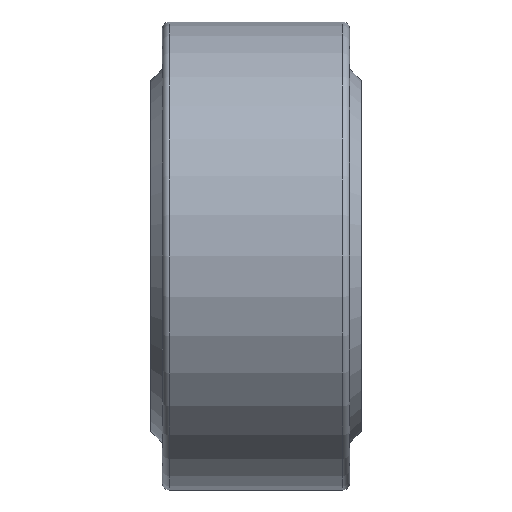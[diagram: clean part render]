
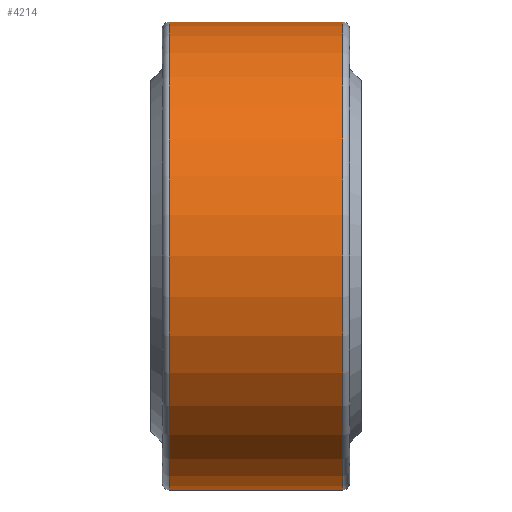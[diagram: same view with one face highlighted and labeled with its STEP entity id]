
A CAD part, front view. The second image highlights one B-rep face of the part: STEP entity #4214.
In plain terms, the highlighted cylindrical face has radius 50 mm (diameter 100 mm), a partial arc.
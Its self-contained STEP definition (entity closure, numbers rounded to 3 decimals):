
#186 = DIRECTION ( 'NONE',  ( -1., 0., 0. ) ) ;
#223 = CARTESIAN_POINT ( 'NONE',  ( -18.5, 0., 0. ) ) ;
#627 = VERTEX_POINT ( 'NONE', #2893 ) ;
#945 = EDGE_LOOP ( 'NONE', ( #3986, #1194, #2652, #2636 ) ) ;
#1010 = CARTESIAN_POINT ( 'NONE',  ( -69.595, 0., -50. ) ) ;
#1139 = CARTESIAN_POINT ( 'NONE',  ( -69.595, 0., 50. ) ) ;
#1194 = ORIENTED_EDGE ( 'NONE', *, *, #2535, .T. ) ;
#1391 = CARTESIAN_POINT ( 'NONE',  ( -18.5, 0., 50. ) ) ;
#1428 = CARTESIAN_POINT ( 'NONE',  ( 18.5, 0., 50. ) ) ;
#1504 = VERTEX_POINT ( 'NONE', #4184 ) ;
#1625 = EDGE_CURVE ( 'NONE', #627, #1504, #1760, .T. ) ;
#1641 = AXIS2_PLACEMENT_3D ( 'NONE', #2292, #3892, #3974 ) ;
#1672 = EDGE_CURVE ( 'NONE', #3969, #1504, #4367, .T. ) ;
#1716 = VERTEX_POINT ( 'NONE', #1428 ) ;
#1760 = LINE ( 'NONE', #1010, #1877 ) ;
#1877 = VECTOR ( 'NONE', #2592, 1000. ) ;
#2144 = AXIS2_PLACEMENT_3D ( 'NONE', #5231, #186, #5329 ) ;
#2292 = CARTESIAN_POINT ( 'NONE',  ( 18.5, 0., 0. ) ) ;
#2340 = FACE_OUTER_BOUND ( 'NONE', #945, .T. ) ;
#2348 = VECTOR ( 'NONE', #3869, 1000. ) ;
#2433 = EDGE_CURVE ( 'NONE', #1716, #3969, #4942, .T. ) ;
#2535 = EDGE_CURVE ( 'NONE', #627, #1716, #4037, .T. ) ;
#2592 = DIRECTION ( 'NONE',  ( -1., 0., 0. ) ) ;
#2636 = ORIENTED_EDGE ( 'NONE', *, *, #1672, .T. ) ;
#2652 = ORIENTED_EDGE ( 'NONE', *, *, #2433, .T. ) ;
#2893 = CARTESIAN_POINT ( 'NONE',  ( 18.5, 0., -50. ) ) ;
#3869 = DIRECTION ( 'NONE',  ( -1., 0., 0. ) ) ;
#3892 = DIRECTION ( 'NONE',  ( -1., 0., 0. ) ) ;
#3969 = VERTEX_POINT ( 'NONE', #1391 ) ;
#3974 = DIRECTION ( 'NONE',  ( 0., 0., 1. ) ) ;
#3986 = ORIENTED_EDGE ( 'NONE', *, *, #1625, .F. ) ;
#4037 = CIRCLE ( 'NONE', #1641, 50. ) ;
#4041 = CYLINDRICAL_SURFACE ( 'NONE', #2144, 50. ) ;
#4075 = DIRECTION ( 'NONE',  ( 1., 0., 0. ) ) ;
#4110 = AXIS2_PLACEMENT_3D ( 'NONE', #223, #4075, #4874 ) ;
#4184 = CARTESIAN_POINT ( 'NONE',  ( -18.5, 0., -50. ) ) ;
#4214 = ADVANCED_FACE ( 'NONE', ( #2340 ), #4041, .T. ) ;
#4367 = CIRCLE ( 'NONE', #4110, 50. ) ;
#4874 = DIRECTION ( 'NONE',  ( 0., 0., -1. ) ) ;
#4942 = LINE ( 'NONE', #1139, #2348 ) ;
#5231 = CARTESIAN_POINT ( 'NONE',  ( -69.595, 0., 0. ) ) ;
#5329 = DIRECTION ( 'NONE',  ( 0., 0., 1. ) ) ;
